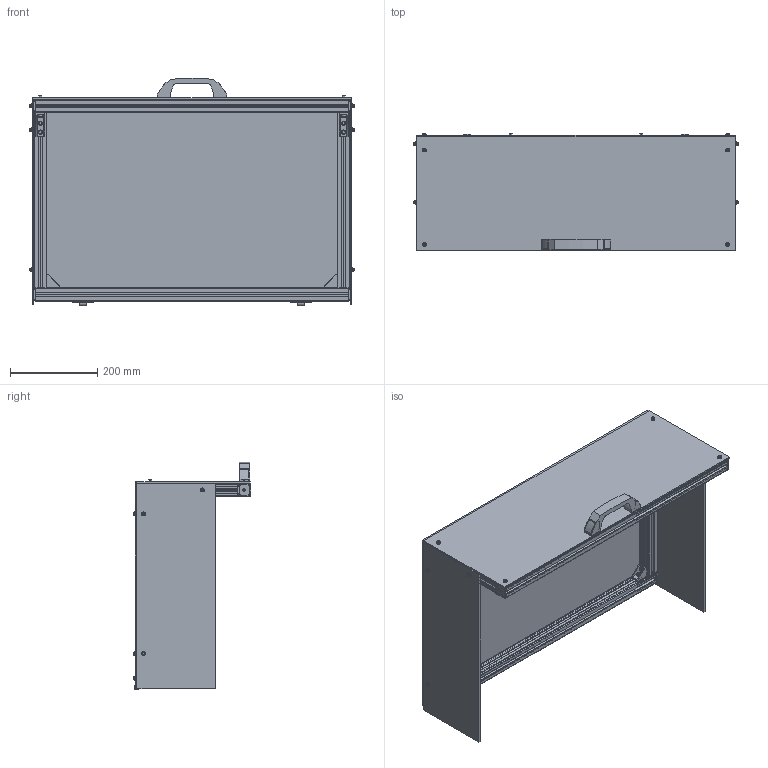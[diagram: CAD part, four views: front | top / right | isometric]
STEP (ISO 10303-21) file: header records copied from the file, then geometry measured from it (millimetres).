
FILE_DESCRIPTION (( 'STEP AP214' ), '1' );
FILE_NAME ('OA-Y10-A02-00.STEP', '2018-10-14T12:40:18', ( '' ), ( '' ), 'SwSTEP 2.0', 'SolidWorks 2014', '' );
FILE_SCHEMA (( 'AUTOMOTIVE_DESIGN' ));
Length unit declared in the file: millimetre
Products named in the file (19): HFS6-3030-719; OA-Y10-P11-00; OA-Y10-A02-00; HFS6-3030-402; HBLFSSW6; HHPSN6_1. Hinge part 1; HBLFSN6; HNTAP6-4; HFS6-3030-228; UPCDG117; OA-Y10-P12-00; OA-Y10-P13-00; DIN 7991 M6x12; DIN 0912 M6x12; DIN 0912 M4x12; DIN 0125-1A M4; DIN 0912 M6x16; HFCL6-3030-S; HNTAP6-6
Assembly tree (117 placements, depth 2):
  OA-Y10-A02-00
    HFS6-3030-719  x2
    HFS6-3030-402  x2
    HFS6-3030-228  x2
    HFCL6-3030-S  x6
    HBLFSSW6  x2
    HBLFSN6  x4
    HHPSN6_1. Hinge part 1  x2
    UPCDG117
    HNTAP6-4  x16
    HNTAP6-6  x22
    DIN 0125-1A M4  x16
    DIN 0912 M4x12  x16
    DIN 0912 M6x12  x16
    DIN 0912 M6x16  x2
    DIN 7991 M6x12  x4
    OA-Y10-P13-00
    OA-Y10-P11-00
    OA-Y10-P12-00  x2
Bounding box: 742.6 x 269.8 x 521.67 mm (x, y, z)
Volume: 3881649 mm3; surface area: 2415665.7 mm2
Topology: 117 solids, 117 shells, 3938 faces, 10344 edges, 6794 vertices
Faces by surface type: plane 2465, cylinder 1295, cone 110, torus 68
Entity records: 27760 total; most frequent: CARTESIAN_POINT 4227, DIRECTION 4193, ORIENTED_EDGE 3970, EDGE_CURVE 1985, LINE 1433, VECTOR 1433, AXIS2_PLACEMENT_3D 1380, VERTEX_POINT 1306
